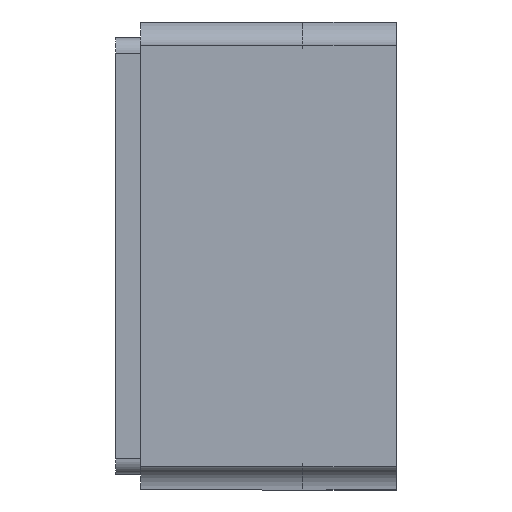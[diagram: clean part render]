
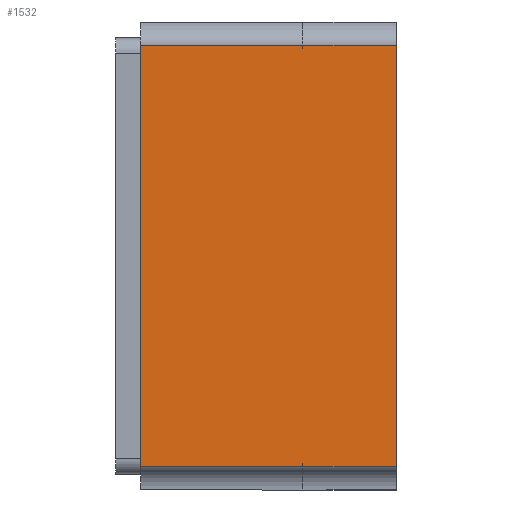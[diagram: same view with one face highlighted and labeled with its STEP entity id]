
A CAD part, left-side view. The second image highlights one B-rep face of the part: STEP entity #1532.
In plain terms, the highlighted planar face has unit normal (-1, 0, 0).
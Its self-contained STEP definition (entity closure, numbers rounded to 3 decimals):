
#2 = CARTESIAN_POINT ( 'NONE',  ( -1.6, 0.82, -0.675 ) ) ;
#123 = AXIS2_PLACEMENT_3D ( 'NONE', #529, #149, #873 ) ;
#129 = CARTESIAN_POINT ( 'NONE',  ( -1.6, 0., -0.675 ) ) ;
#134 = CARTESIAN_POINT ( 'NONE',  ( -1.6, 0.82, 0.675 ) ) ;
#139 = EDGE_CURVE ( 'NONE', #1101, #939, #2121, .T. ) ;
#149 = DIRECTION ( 'NONE',  ( 1., 0., 0. ) ) ;
#232 = LINE ( 'NONE', #2221, #884 ) ;
#285 = CARTESIAN_POINT ( 'NONE',  ( -1.6, 0.82, 0.675 ) ) ;
#389 = ORIENTED_EDGE ( 'NONE', *, *, #1294, .F. ) ;
#396 = CARTESIAN_POINT ( 'NONE',  ( -1.6, 0., 0.675 ) ) ;
#417 = EDGE_CURVE ( 'NONE', #841, #778, #885, .T. ) ;
#435 = VECTOR ( 'NONE', #1673, 1000. ) ;
#443 = ORIENTED_EDGE ( 'NONE', *, *, #773, .T. ) ;
#529 = CARTESIAN_POINT ( 'NONE',  ( -1.6, 0.82, 0.75 ) ) ;
#546 = VERTEX_POINT ( 'NONE', #2279 ) ;
#733 = FACE_OUTER_BOUND ( 'NONE', #2273, .T. ) ;
#750 = LINE ( 'NONE', #1665, #435 ) ;
#773 = EDGE_CURVE ( 'NONE', #1101, #546, #1813, .T. ) ;
#778 = VERTEX_POINT ( 'NONE', #1287 ) ;
#801 = VECTOR ( 'NONE', #2110, 1000. ) ;
#841 = VERTEX_POINT ( 'NONE', #129 ) ;
#873 = DIRECTION ( 'NONE',  ( 0., 0., -1. ) ) ;
#879 = CARTESIAN_POINT ( 'NONE',  ( -1.6, 0.3, 0.675 ) ) ;
#884 = VECTOR ( 'NONE', #2236, 1000. ) ;
#885 = LINE ( 'NONE', #2, #801 ) ;
#929 = DIRECTION ( 'NONE',  ( 0., 0., -1. ) ) ;
#939 = VERTEX_POINT ( 'NONE', #879 ) ;
#973 = ORIENTED_EDGE ( 'NONE', *, *, #139, .F. ) ;
#977 = DIRECTION ( 'NONE',  ( 0., -1., 0. ) ) ;
#991 = VECTOR ( 'NONE', #977, 1000. ) ;
#1101 = VERTEX_POINT ( 'NONE', #1261 ) ;
#1241 = LINE ( 'NONE', #285, #991 ) ;
#1261 = CARTESIAN_POINT ( 'NONE',  ( -1.6, 0.82, 0.675 ) ) ;
#1287 = CARTESIAN_POINT ( 'NONE',  ( -1.6, 0.3, -0.675 ) ) ;
#1294 = EDGE_CURVE ( 'NONE', #1768, #841, #750, .T. ) ;
#1300 = ORIENTED_EDGE ( 'NONE', *, *, #2017, .T. ) ;
#1379 = PLANE ( 'NONE',  #123 ) ;
#1532 = ADVANCED_FACE ( 'NONE', ( #733 ), #1379, .F. ) ;
#1587 = VECTOR ( 'NONE', #929, 1000. ) ;
#1665 = CARTESIAN_POINT ( 'NONE',  ( -1.6, 0., 0.75 ) ) ;
#1673 = DIRECTION ( 'NONE',  ( 0., 0., -1. ) ) ;
#1756 = VECTOR ( 'NONE', #2050, 1000. ) ;
#1768 = VERTEX_POINT ( 'NONE', #396 ) ;
#1813 = LINE ( 'NONE', #1960, #1587 ) ;
#1960 = CARTESIAN_POINT ( 'NONE',  ( -1.6, 0.82, 0. ) ) ;
#1961 = EDGE_CURVE ( 'NONE', #939, #1768, #1241, .T. ) ;
#2012 = ORIENTED_EDGE ( 'NONE', *, *, #417, .F. ) ;
#2017 = EDGE_CURVE ( 'NONE', #546, #778, #232, .T. ) ;
#2050 = DIRECTION ( 'NONE',  ( 0., -1., 0. ) ) ;
#2110 = DIRECTION ( 'NONE',  ( 0., 1., 0. ) ) ;
#2121 = LINE ( 'NONE', #134, #1756 ) ;
#2210 = ORIENTED_EDGE ( 'NONE', *, *, #1961, .F. ) ;
#2221 = CARTESIAN_POINT ( 'NONE',  ( -1.6, -0.08, -0.675 ) ) ;
#2236 = DIRECTION ( 'NONE',  ( 0., -1., 0. ) ) ;
#2273 = EDGE_LOOP ( 'NONE', ( #1300, #2012, #389, #2210, #973, #443 ) ) ;
#2279 = CARTESIAN_POINT ( 'NONE',  ( -1.6, 0.82, -0.675 ) ) ;
